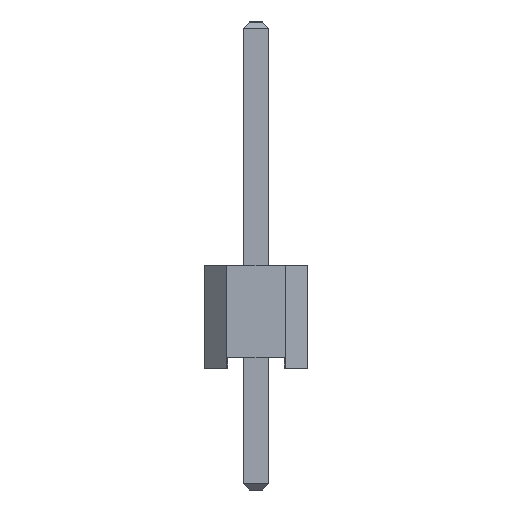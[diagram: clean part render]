
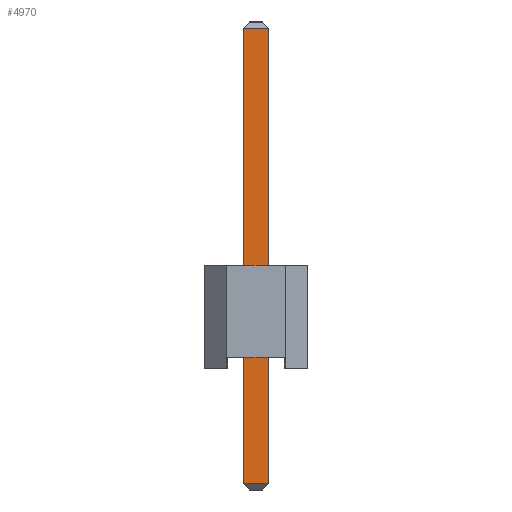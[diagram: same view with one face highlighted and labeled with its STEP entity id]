
A CAD part, left-side view. The second image highlights one B-rep face of the part: STEP entity #4970.
In plain terms, the highlighted planar face has unit normal (-1, 0, 0).
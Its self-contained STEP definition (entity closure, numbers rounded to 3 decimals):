
#86=FACE_OUTER_BOUND('',#394,.T.);
#394=EDGE_LOOP('',(#3345,#3346,#3347,#3348));
#713=LINE('',#7003,#1417);
#727=LINE('',#7029,#1431);
#738=LINE('',#7052,#1442);
#740=LINE('',#7055,#1444);
#1417=VECTOR('',#5668,10.);
#1431=VECTOR('',#5690,10.);
#1442=VECTOR('',#5713,10.);
#1444=VECTOR('',#5717,10.);
#2109=VERTEX_POINT('',#7001);
#2110=VERTEX_POINT('',#7002);
#2118=VERTEX_POINT('',#7027);
#2122=VERTEX_POINT('',#7040);
#2561=EDGE_CURVE('',#2109,#2110,#713,.T.);
#2575=EDGE_CURVE('',#2109,#2118,#727,.T.);
#2586=EDGE_CURVE('',#2122,#2118,#738,.T.);
#2588=EDGE_CURVE('',#2110,#2122,#740,.T.);
#3345=ORIENTED_EDGE('',*,*,#2561,.F.);
#3346=ORIENTED_EDGE('',*,*,#2575,.T.);
#3347=ORIENTED_EDGE('',*,*,#2586,.F.);
#3348=ORIENTED_EDGE('',*,*,#2588,.F.);
#4662=PLANE('',#5314);
#4970=ADVANCED_FACE('',(#86),#4662,.T.);
#5314=AXIS2_PLACEMENT_3D('',#7054,#5715,#5716);
#5668=DIRECTION('',(0.,1.,0.));
#5690=DIRECTION('',(0.,0.,1.));
#5713=DIRECTION('',(0.,-1.,0.));
#5715=DIRECTION('center_axis',(-1.,0.,0.));
#5716=DIRECTION('ref_axis',(0.,-1.,0.));
#5717=DIRECTION('',(0.,0.,1.));
#7001=CARTESIAN_POINT('',(-13.02,-0.32,-2.8));
#7002=CARTESIAN_POINT('',(-13.02,0.32,-2.8));
#7003=CARTESIAN_POINT('',(-13.02,0.16,-2.8));
#7027=CARTESIAN_POINT('',(-13.02,-0.32,8.44));
#7029=CARTESIAN_POINT('',(-13.02,-0.32,-2.95));
#7040=CARTESIAN_POINT('',(-13.02,0.32,8.44));
#7052=CARTESIAN_POINT('',(-13.02,0.16,8.44));
#7054=CARTESIAN_POINT('Origin',(-13.02,0.32,-2.95));
#7055=CARTESIAN_POINT('',(-13.02,0.32,-2.95));
